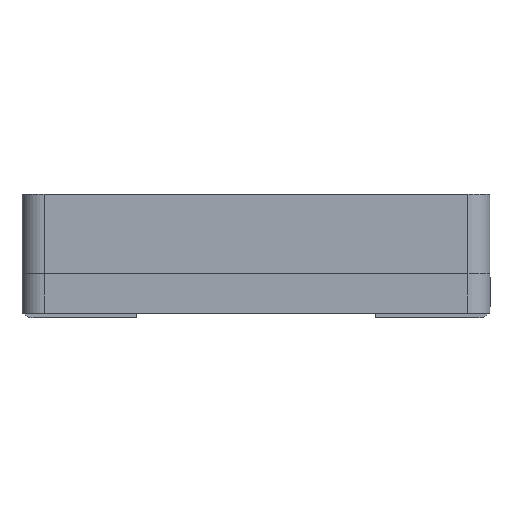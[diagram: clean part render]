
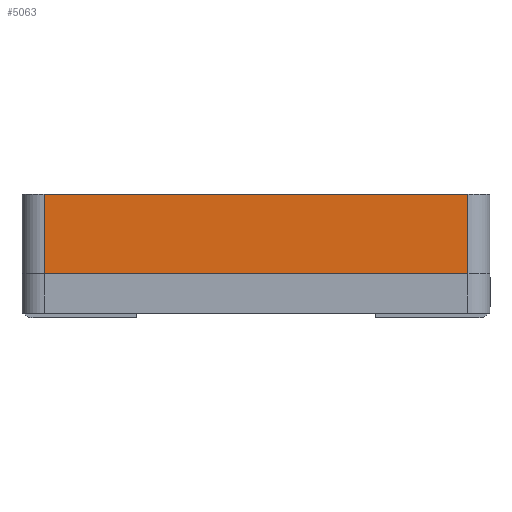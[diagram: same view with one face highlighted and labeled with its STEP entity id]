
A CAD part, left-side view. The second image highlights one B-rep face of the part: STEP entity #5063.
In plain terms, the highlighted planar face has unit normal (-1, 0, 0).
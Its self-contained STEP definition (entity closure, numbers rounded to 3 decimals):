
#541=ORIENTED_EDGE('',*,*,#1629,.T.);
#542=ORIENTED_EDGE('',*,*,#1632,.F.);
#543=ORIENTED_EDGE('',*,*,#1587,.F.);
#544=ORIENTED_EDGE('',*,*,#1644,.T.);
#1587=EDGE_CURVE('',#2150,#2143,#2456,.T.);
#1629=EDGE_CURVE('',#2193,#2192,#2479,.T.);
#1632=EDGE_CURVE('',#2143,#2192,#2481,.T.);
#1644=EDGE_CURVE('',#2150,#2193,#2493,.T.);
#2143=VERTEX_POINT('',#6639);
#2150=VERTEX_POINT('',#6652);
#2192=VERTEX_POINT('',#6865);
#2193=VERTEX_POINT('',#6867);
#2456=LINE('',#6653,#2749);
#2479=LINE('',#6866,#2772);
#2481=LINE('',#6871,#2774);
#2493=LINE('',#6893,#2786);
#2749=VECTOR('',#5544,1000.);
#2772=VECTOR('',#5581,1000.);
#2774=VECTOR('',#5587,1000.);
#2786=VECTOR('',#5611,1000.);
#3051=EDGE_LOOP('',(#541,#542,#543,#544));
#3298=FACE_BOUND('',#3051,.T.);
#3527=PLANE('',#5310);
#5063=ADVANCED_FACE('',(#3298),#3527,.F.);
#5310=AXIS2_PLACEMENT_3D('',#6894,#5612,#5613);
#5544=DIRECTION('',(0.,-1.,0.));
#5581=DIRECTION('',(0.,-1.,0.));
#5587=DIRECTION('',(0.,0.,-1.));
#5611=DIRECTION('',(0.,0.,-1.));
#5612=DIRECTION('',(1.,0.,0.));
#5613=DIRECTION('',(0.,0.,-1.));
#6639=CARTESIAN_POINT('',(-5.3,-4.8,1.8));
#6652=CARTESIAN_POINT('',(-5.3,4.8,1.8));
#6653=CARTESIAN_POINT('',(-5.3,4.8,1.8));
#6865=CARTESIAN_POINT('',(-5.3,-4.8,0.));
#6866=CARTESIAN_POINT('',(-5.3,4.8,0.));
#6867=CARTESIAN_POINT('',(-5.3,4.8,0.));
#6871=CARTESIAN_POINT('',(-5.3,-4.8,1.8));
#6893=CARTESIAN_POINT('',(-5.3,4.8,1.8));
#6894=CARTESIAN_POINT('',(-5.3,4.8,1.8));
